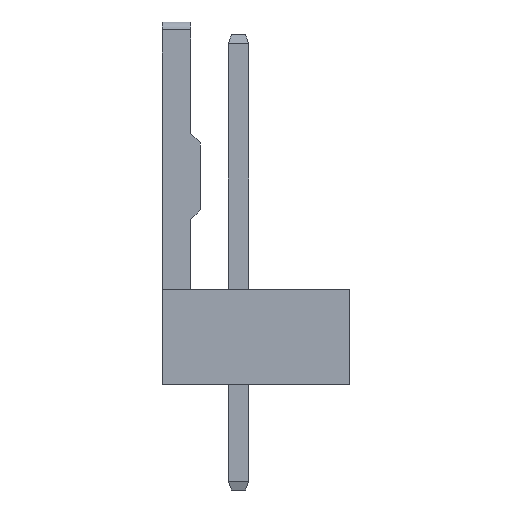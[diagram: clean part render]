
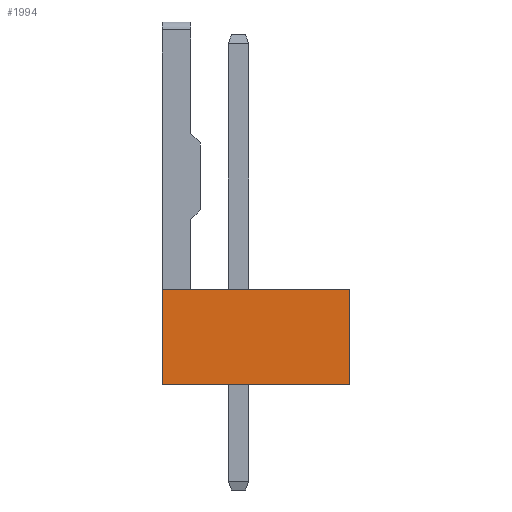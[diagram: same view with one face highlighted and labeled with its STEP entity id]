
A CAD part, left-side view. The second image highlights one B-rep face of the part: STEP entity #1994.
In plain terms, the highlighted planar face has unit normal (-1, 0, 0).
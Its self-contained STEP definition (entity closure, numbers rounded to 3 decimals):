
#117=FACE_OUTER_BOUND('',#227,.T.);
#227=EDGE_LOOP('',(#1488,#1489,#1490,#1491));
#396=LINE('',#3035,#650);
#402=LINE('',#3049,#656);
#408=LINE('',#3059,#662);
#421=LINE('',#3086,#675);
#650=VECTOR('',#2507,1000.);
#656=VECTOR('',#2519,1000.);
#662=VECTOR('',#2527,1000.);
#675=VECTOR('',#2552,1000.);
#868=VERTEX_POINT('',#3032);
#869=VERTEX_POINT('',#3034);
#873=VERTEX_POINT('',#3046);
#874=VERTEX_POINT('',#3048);
#1071=EDGE_CURVE('',#868,#869,#396,.T.);
#1078=EDGE_CURVE('',#874,#873,#402,.T.);
#1084=EDGE_CURVE('',#873,#869,#408,.T.);
#1097=EDGE_CURVE('',#868,#874,#421,.T.);
#1488=ORIENTED_EDGE('',*,*,#1084,.T.);
#1489=ORIENTED_EDGE('',*,*,#1071,.F.);
#1490=ORIENTED_EDGE('',*,*,#1097,.T.);
#1491=ORIENTED_EDGE('',*,*,#1078,.T.);
#1779=PLANE('',#2231);
#1994=ADVANCED_FACE('',(#117),#1779,.T.);
#2231=AXIS2_PLACEMENT_3D('',#3087,#2553,#2554);
#2507=DIRECTION('',(0.,0.,1.));
#2519=DIRECTION('',(0.,0.,1.));
#2527=DIRECTION('',(0.,1.,0.));
#2552=DIRECTION('',(0.,-1.,0.));
#2553=DIRECTION('center_axis',(-1.,0.,0.));
#2554=DIRECTION('ref_axis',(0.,0.,1.));
#3032=CARTESIAN_POINT('',(-1.27,2.4,0.));
#3034=CARTESIAN_POINT('',(-1.27,2.4,3.));
#3035=CARTESIAN_POINT('',(-1.27,2.4,0.));
#3046=CARTESIAN_POINT('',(-1.27,-3.5,3.));
#3048=CARTESIAN_POINT('',(-1.27,-3.5,0.));
#3049=CARTESIAN_POINT('',(-1.27,-3.5,0.));
#3059=CARTESIAN_POINT('',(-1.27,2.4,3.));
#3086=CARTESIAN_POINT('',(-1.27,2.4,0.));
#3087=CARTESIAN_POINT('Origin',(-1.27,2.4,0.));
